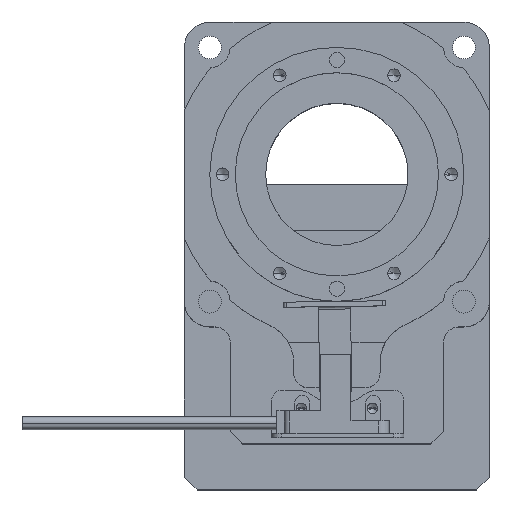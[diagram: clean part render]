
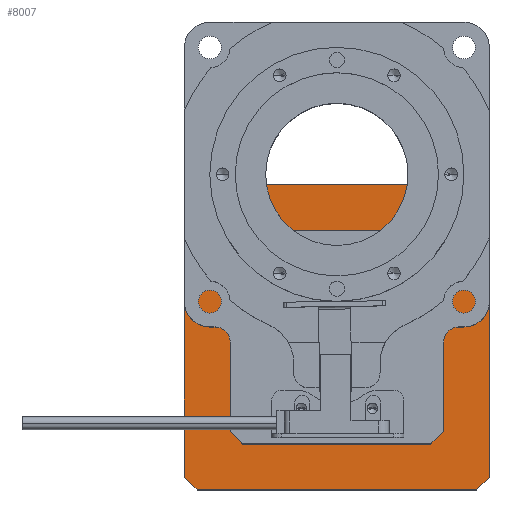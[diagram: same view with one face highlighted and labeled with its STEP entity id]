
A CAD part, top view. The second image highlights one B-rep face of the part: STEP entity #8007.
In plain terms, the highlighted planar face has unit normal (0, 0, 1).
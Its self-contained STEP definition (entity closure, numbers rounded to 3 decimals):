
#136 = ORIENTED_EDGE ( 'NONE', *, *, #4558, .T. ) ;
#146 = VECTOR ( 'NONE', #8841, 1000. ) ;
#233 = EDGE_CURVE ( 'NONE', #7413, #2862, #5826, .T. ) ;
#295 = LINE ( 'NONE', #5993, #2240 ) ;
#298 = ORIENTED_EDGE ( 'NONE', *, *, #480, .T. ) ;
#307 = DIRECTION ( 'NONE',  ( 0., 0., -1. ) ) ;
#475 = CARTESIAN_POINT ( 'NONE',  ( 18.5, -11., -16. ) ) ;
#480 = EDGE_CURVE ( 'NONE', #658, #7949, #3030, .T. ) ;
#482 = ORIENTED_EDGE ( 'NONE', *, *, #7466, .F. ) ;
#490 = PLANE ( 'NONE',  #7696 ) ;
#495 = CARTESIAN_POINT ( 'NONE',  ( -27.5, -62., -16. ) ) ;
#585 = DIRECTION ( 'NONE',  ( 0.707, 0.707, 0. ) ) ;
#607 = CARTESIAN_POINT ( 'NONE',  ( -30., -59.5, -16. ) ) ;
#639 = CARTESIAN_POINT ( 'NONE',  ( -30., -4.5, -16. ) ) ;
#658 = VERTEX_POINT ( 'NONE', #3018 ) ;
#694 = VECTOR ( 'NONE', #4316, 1000. ) ;
#819 = LINE ( 'NONE', #1419, #7456 ) ;
#885 = DIRECTION ( 'NONE',  ( 0., 1., 0. ) ) ;
#963 = VECTOR ( 'NONE', #8157, 1000. ) ;
#994 = EDGE_LOOP ( 'NONE', ( #3250, #6243, #1640, #4225, #136, #298, #3553, #7618 ) ) ;
#1061 = CARTESIAN_POINT ( 'NONE',  ( 30., -4.5, -16. ) ) ;
#1066 = CARTESIAN_POINT ( 'NONE',  ( -27.5, -62., -16. ) ) ;
#1139 = CARTESIAN_POINT ( 'NONE',  ( 27.5, -2., -16. ) ) ;
#1161 = VERTEX_POINT ( 'NONE', #495 ) ;
#1204 = ORIENTED_EDGE ( 'NONE', *, *, #8894, .T. ) ;
#1248 = EDGE_CURVE ( 'NONE', #6778, #8504, #7547, .T. ) ;
#1397 = VERTEX_POINT ( 'NONE', #7055 ) ;
#1419 = CARTESIAN_POINT ( 'NONE',  ( 18.5, -11., -16. ) ) ;
#1431 = VECTOR ( 'NONE', #6505, 1000. ) ;
#1543 = ORIENTED_EDGE ( 'NONE', *, *, #1248, .T. ) ;
#1547 = VECTOR ( 'NONE', #6635, 1000. ) ;
#1553 = EDGE_CURVE ( 'NONE', #6408, #7413, #5401, .T. ) ;
#1615 = CARTESIAN_POINT ( 'NONE',  ( 21., -13.5, -16. ) ) ;
#1640 = ORIENTED_EDGE ( 'NONE', *, *, #3119, .T. ) ;
#1702 = CARTESIAN_POINT ( 'NONE',  ( 21., -32.975, -16. ) ) ;
#1709 = VERTEX_POINT ( 'NONE', #2003 ) ;
#1784 = FACE_BOUND ( 'NONE', #1965, .T. ) ;
#1845 = DIRECTION ( 'NONE',  ( 0., 1., 0. ) ) ;
#1896 = EDGE_CURVE ( 'NONE', #7587, #6408, #8649, .T. ) ;
#1965 = EDGE_LOOP ( 'NONE', ( #6208, #1543, #8305, #2772, #1204, #7775, #7624, #482 ) ) ;
#2003 = CARTESIAN_POINT ( 'NONE',  ( -21., -13.5, -16. ) ) ;
#2078 = VERTEX_POINT ( 'NONE', #475 ) ;
#2198 = LINE ( 'NONE', #4309, #6124 ) ;
#2240 = VECTOR ( 'NONE', #7861, 1000. ) ;
#2340 = VECTOR ( 'NONE', #1845, 1000. ) ;
#2351 = CARTESIAN_POINT ( 'NONE',  ( -30., -4.5, -16. ) ) ;
#2491 = CARTESIAN_POINT ( 'NONE',  ( 27.5, -2., -16. ) ) ;
#2772 = ORIENTED_EDGE ( 'NONE', *, *, #5949, .T. ) ;
#2859 = EDGE_CURVE ( 'NONE', #8541, #1161, #4563, .T. ) ;
#2862 = VERTEX_POINT ( 'NONE', #639 ) ;
#2923 = VECTOR ( 'NONE', #4690, 1000. ) ;
#3000 = CARTESIAN_POINT ( 'NONE',  ( -27.5, -2., -16. ) ) ;
#3018 = CARTESIAN_POINT ( 'NONE',  ( 27.5, -62., -16. ) ) ;
#3030 = LINE ( 'NONE', #3584, #694 ) ;
#3096 = DIRECTION ( 'NONE',  ( 1., 0., 0. ) ) ;
#3119 = EDGE_CURVE ( 'NONE', #2862, #8541, #8618, .T. ) ;
#3204 = VECTOR ( 'NONE', #3096, 1000. ) ;
#3250 = ORIENTED_EDGE ( 'NONE', *, *, #1553, .T. ) ;
#3432 = DIRECTION ( 'NONE',  ( 0., 1., 0. ) ) ;
#3493 = EDGE_CURVE ( 'NONE', #8504, #6811, #295, .T. ) ;
#3553 = ORIENTED_EDGE ( 'NONE', *, *, #5633, .T. ) ;
#3584 = CARTESIAN_POINT ( 'NONE',  ( 30., -59.5, -16. ) ) ;
#3876 = LINE ( 'NONE', #8811, #2923 ) ;
#3878 = DIRECTION ( 'NONE',  ( 0.707, -0.707, 0. ) ) ;
#3975 = VECTOR ( 'NONE', #3432, 1000. ) ;
#4042 = VERTEX_POINT ( 'NONE', #7627 ) ;
#4066 = VECTOR ( 'NONE', #5138, 1000. ) ;
#4126 = EDGE_CURVE ( 'NONE', #6778, #4042, #2198, .T. ) ;
#4225 = ORIENTED_EDGE ( 'NONE', *, *, #2859, .T. ) ;
#4309 = CARTESIAN_POINT ( 'NONE',  ( 21., -50.5, -16. ) ) ;
#4316 = DIRECTION ( 'NONE',  ( 0.707, 0.707, 0. ) ) ;
#4555 = CARTESIAN_POINT ( 'NONE',  ( -27.5, -2., -16. ) ) ;
#4558 = EDGE_CURVE ( 'NONE', #1161, #658, #7895, .T. ) ;
#4563 = LINE ( 'NONE', #1066, #8753 ) ;
#4632 = DIRECTION ( 'NONE',  ( -1., 0., 0. ) ) ;
#4666 = CARTESIAN_POINT ( 'NONE',  ( -21., -50.5, -16. ) ) ;
#4690 = DIRECTION ( 'NONE',  ( 0.707, 0.707, 0. ) ) ;
#4798 = VECTOR ( 'NONE', #6149, 1000. ) ;
#4802 = EDGE_CURVE ( 'NONE', #8065, #2078, #819, .T. ) ;
#5138 = DIRECTION ( 'NONE',  ( 0., -1., 0. ) ) ;
#5292 = CARTESIAN_POINT ( 'NONE',  ( -21., -32.975, -16. ) ) ;
#5314 = FACE_OUTER_BOUND ( 'NONE', #994, .T. ) ;
#5394 = LINE ( 'NONE', #8331, #3975 ) ;
#5401 = LINE ( 'NONE', #1139, #146 ) ;
#5546 = CARTESIAN_POINT ( 'NONE',  ( -18.5, -53., -16. ) ) ;
#5633 = EDGE_CURVE ( 'NONE', #7949, #7587, #5394, .T. ) ;
#5730 = DIRECTION ( 'NONE',  ( 1., 0., 0. ) ) ;
#5791 = VECTOR ( 'NONE', #885, 1000. ) ;
#5826 = LINE ( 'NONE', #4555, #963 ) ;
#5949 = EDGE_CURVE ( 'NONE', #6811, #1709, #8124, .T. ) ;
#5993 = CARTESIAN_POINT ( 'NONE',  ( -21., -50.5, -16. ) ) ;
#6010 = CARTESIAN_POINT ( 'NONE',  ( 30., -59.5, -16. ) ) ;
#6124 = VECTOR ( 'NONE', #585, 1000. ) ;
#6149 = DIRECTION ( 'NONE',  ( -1., 0., 0. ) ) ;
#6208 = ORIENTED_EDGE ( 'NONE', *, *, #4126, .F. ) ;
#6243 = ORIENTED_EDGE ( 'NONE', *, *, #233, .T. ) ;
#6309 = EDGE_CURVE ( 'NONE', #2078, #1397, #7240, .T. ) ;
#6408 = VERTEX_POINT ( 'NONE', #2491 ) ;
#6505 = DIRECTION ( 'NONE',  ( 0.707, -0.707, 0. ) ) ;
#6597 = CARTESIAN_POINT ( 'NONE',  ( 15.5, -16.5, -16. ) ) ;
#6635 = DIRECTION ( 'NONE',  ( -0.707, 0.707, 0. ) ) ;
#6778 = VERTEX_POINT ( 'NONE', #7399 ) ;
#6811 = VERTEX_POINT ( 'NONE', #4666 ) ;
#7055 = CARTESIAN_POINT ( 'NONE',  ( 21., -13.5, -16. ) ) ;
#7240 = LINE ( 'NONE', #1615, #1431 ) ;
#7399 = CARTESIAN_POINT ( 'NONE',  ( 18.5, -53., -16. ) ) ;
#7413 = VERTEX_POINT ( 'NONE', #3000 ) ;
#7448 = CARTESIAN_POINT ( 'NONE',  ( 30., -4.5, -16. ) ) ;
#7456 = VECTOR ( 'NONE', #5730, 1000. ) ;
#7466 = EDGE_CURVE ( 'NONE', #4042, #1397, #8575, .T. ) ;
#7547 = LINE ( 'NONE', #5546, #4798 ) ;
#7587 = VERTEX_POINT ( 'NONE', #1061 ) ;
#7618 = ORIENTED_EDGE ( 'NONE', *, *, #1896, .T. ) ;
#7624 = ORIENTED_EDGE ( 'NONE', *, *, #6309, .T. ) ;
#7627 = CARTESIAN_POINT ( 'NONE',  ( 21., -50.5, -16. ) ) ;
#7696 = AXIS2_PLACEMENT_3D ( 'NONE', #6597, #307, #4632 ) ;
#7775 = ORIENTED_EDGE ( 'NONE', *, *, #4802, .T. ) ;
#7861 = DIRECTION ( 'NONE',  ( -0.707, 0.707, 0. ) ) ;
#7895 = LINE ( 'NONE', #8077, #3204 ) ;
#7949 = VERTEX_POINT ( 'NONE', #6010 ) ;
#8007 = ADVANCED_FACE ( 'NONE', ( #1784, #5314 ), #490, .F. ) ;
#8065 = VERTEX_POINT ( 'NONE', #8341 ) ;
#8077 = CARTESIAN_POINT ( 'NONE',  ( 27.5, -62., -16. ) ) ;
#8124 = LINE ( 'NONE', #5292, #2340 ) ;
#8157 = DIRECTION ( 'NONE',  ( -0.707, -0.707, 0. ) ) ;
#8267 = CARTESIAN_POINT ( 'NONE',  ( -18.5, -53., -16. ) ) ;
#8305 = ORIENTED_EDGE ( 'NONE', *, *, #3493, .T. ) ;
#8331 = CARTESIAN_POINT ( 'NONE',  ( 30., -4.5, -16. ) ) ;
#8341 = CARTESIAN_POINT ( 'NONE',  ( -18.5, -11., -16. ) ) ;
#8504 = VERTEX_POINT ( 'NONE', #8267 ) ;
#8541 = VERTEX_POINT ( 'NONE', #607 ) ;
#8575 = LINE ( 'NONE', #1702, #5791 ) ;
#8618 = LINE ( 'NONE', #2351, #4066 ) ;
#8649 = LINE ( 'NONE', #7448, #1547 ) ;
#8753 = VECTOR ( 'NONE', #3878, 1000. ) ;
#8811 = CARTESIAN_POINT ( 'NONE',  ( -18.5, -11., -16. ) ) ;
#8841 = DIRECTION ( 'NONE',  ( -1., 0., 0. ) ) ;
#8894 = EDGE_CURVE ( 'NONE', #1709, #8065, #3876, .T. ) ;
